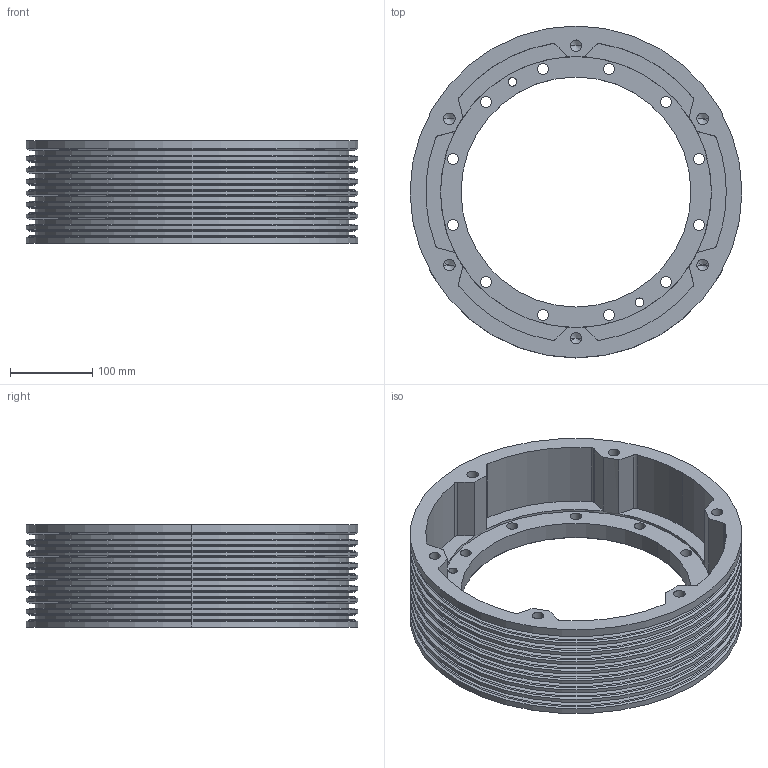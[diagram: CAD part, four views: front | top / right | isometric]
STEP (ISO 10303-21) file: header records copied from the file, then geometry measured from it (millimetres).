
FILE_DESCRIPTION (( 'STEP AP203' ), '1' );
FILE_NAME ('kvshll8.STEP', '2022-11-02T11:39:02', ( '' ), ( '' ), '', '', '' );
FILE_SCHEMA (( 'CONFIG_CONTROL_DESIGN' ));
Length unit declared in the file: millimetre
Products named in the file (1): kvshll8
Bounding box: 404 x 404 x 125 mm (x, y, z)
Volume: 3411192.3 mm3; surface area: 630668 mm2
Topology: 1 solids, 1 shells, 219 faces, 517 edges, 312 vertices
Faces by surface type: cylinder 99, cone 48, plane 38, torus 34
Entity records: 6420 total; most frequent: DIRECTION 1261, CARTESIAN_POINT 1037, ORIENTED_EDGE 1010, AXIS2_PLACEMENT_3D 536, EDGE_CURVE 505, CIRCLE 316, VERTEX_POINT 312, EDGE_LOOP 273
